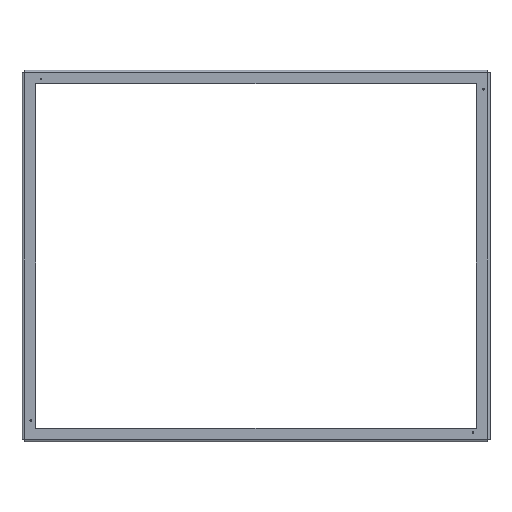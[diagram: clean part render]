
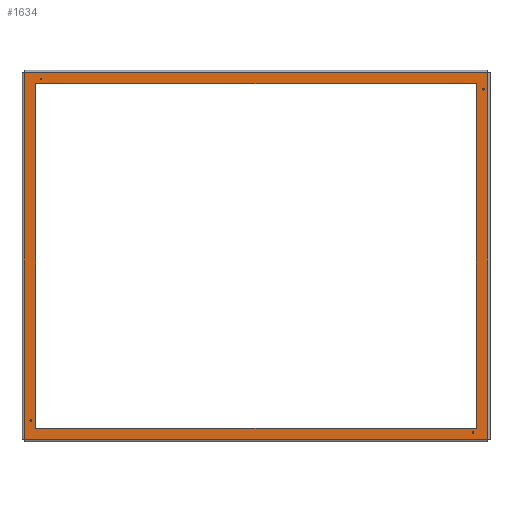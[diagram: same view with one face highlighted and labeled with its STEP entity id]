
A CAD part, top view. The second image highlights one B-rep face of the part: STEP entity #1634.
In plain terms, the highlighted planar face has unit normal (0, 0, 1).
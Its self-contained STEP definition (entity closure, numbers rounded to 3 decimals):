
#42=FACE_BOUND('',#320,.T.);
#43=FACE_BOUND('',#321,.T.);
#44=FACE_BOUND('',#322,.T.);
#45=FACE_BOUND('',#323,.T.);
#46=FACE_BOUND('',#324,.T.);
#84=PLANE('',#1723);
#109=CIRCLE('',#1724,1.25);
#110=CIRCLE('',#1725,1.25);
#111=CIRCLE('',#1726,1.25);
#112=CIRCLE('',#1727,1.25);
#206=FACE_OUTER_BOUND('',#319,.T.);
#319=EDGE_LOOP('',(#1465,#1466,#1467,#1468,#1469,#1470,#1471,#1472,#1473,
#1474,#1475,#1476));
#320=EDGE_LOOP('',(#1477));
#321=EDGE_LOOP('',(#1478));
#322=EDGE_LOOP('',(#1479));
#323=EDGE_LOOP('',(#1480));
#324=EDGE_LOOP('',(#1481,#1482,#1483,#1484));
#370=LINE('',#3160,#506);
#386=LINE('',#3201,#522);
#402=LINE('',#3242,#538);
#418=LINE('',#3283,#554);
#433=LINE('',#3319,#569);
#436=LINE('',#3325,#572);
#439=LINE('',#3331,#575);
#442=LINE('',#3337,#578);
#446=LINE('',#3343,#582);
#454=LINE('',#3365,#590);
#455=LINE('',#3367,#591);
#456=LINE('',#3369,#592);
#457=LINE('',#3381,#593);
#458=LINE('',#3383,#594);
#459=LINE('',#3385,#595);
#460=LINE('',#3386,#596);
#506=VECTOR('',#1782,10.);
#522=VECTOR('',#1824,10.);
#538=VECTOR('',#1866,10.);
#554=VECTOR('',#1908,10.);
#569=VECTOR('',#1947,10.);
#572=VECTOR('',#1952,10.);
#575=VECTOR('',#1957,10.);
#578=VECTOR('',#1962,10.);
#582=VECTOR('',#1968,10.);
#590=VECTOR('',#1988,10.);
#591=VECTOR('',#1991,10.);
#592=VECTOR('',#1994,10.);
#593=VECTOR('',#2005,10.);
#594=VECTOR('',#2006,10.);
#595=VECTOR('',#2007,10.);
#596=VECTOR('',#2008,10.);
#751=VERTEX_POINT('',#3157);
#752=VERTEX_POINT('',#3159);
#763=VERTEX_POINT('',#3198);
#764=VERTEX_POINT('',#3200);
#775=VERTEX_POINT('',#3239);
#776=VERTEX_POINT('',#3241);
#787=VERTEX_POINT('',#3280);
#788=VERTEX_POINT('',#3282);
#797=VERTEX_POINT('',#3318);
#799=VERTEX_POINT('',#3324);
#801=VERTEX_POINT('',#3330);
#803=VERTEX_POINT('',#3336);
#813=VERTEX_POINT('',#3371);
#814=VERTEX_POINT('',#3373);
#815=VERTEX_POINT('',#3375);
#816=VERTEX_POINT('',#3377);
#817=VERTEX_POINT('',#3379);
#818=VERTEX_POINT('',#3380);
#819=VERTEX_POINT('',#3382);
#820=VERTEX_POINT('',#3384);
#931=EDGE_CURVE('',#752,#751,#370,.T.);
#951=EDGE_CURVE('',#764,#763,#386,.T.);
#971=EDGE_CURVE('',#776,#775,#402,.T.);
#991=EDGE_CURVE('',#788,#787,#418,.T.);
#1009=EDGE_CURVE('',#797,#752,#433,.T.);
#1012=EDGE_CURVE('',#799,#764,#436,.T.);
#1015=EDGE_CURVE('',#801,#776,#439,.T.);
#1018=EDGE_CURVE('',#803,#788,#442,.T.);
#1022=EDGE_CURVE('',#751,#801,#446,.T.);
#1034=EDGE_CURVE('',#787,#797,#454,.T.);
#1035=EDGE_CURVE('',#763,#803,#455,.T.);
#1036=EDGE_CURVE('',#775,#799,#456,.T.);
#1037=EDGE_CURVE('',#813,#813,#109,.T.);
#1038=EDGE_CURVE('',#814,#814,#110,.T.);
#1039=EDGE_CURVE('',#815,#815,#111,.T.);
#1040=EDGE_CURVE('',#816,#816,#112,.T.);
#1041=EDGE_CURVE('',#817,#818,#457,.T.);
#1042=EDGE_CURVE('',#819,#817,#458,.T.);
#1043=EDGE_CURVE('',#820,#819,#459,.T.);
#1044=EDGE_CURVE('',#818,#820,#460,.T.);
#1465=ORIENTED_EDGE('',*,*,#1009,.T.);
#1466=ORIENTED_EDGE('',*,*,#931,.T.);
#1467=ORIENTED_EDGE('',*,*,#1022,.T.);
#1468=ORIENTED_EDGE('',*,*,#1015,.T.);
#1469=ORIENTED_EDGE('',*,*,#971,.T.);
#1470=ORIENTED_EDGE('',*,*,#1036,.T.);
#1471=ORIENTED_EDGE('',*,*,#1012,.T.);
#1472=ORIENTED_EDGE('',*,*,#951,.T.);
#1473=ORIENTED_EDGE('',*,*,#1035,.T.);
#1474=ORIENTED_EDGE('',*,*,#1018,.T.);
#1475=ORIENTED_EDGE('',*,*,#991,.T.);
#1476=ORIENTED_EDGE('',*,*,#1034,.T.);
#1477=ORIENTED_EDGE('',*,*,#1037,.F.);
#1478=ORIENTED_EDGE('',*,*,#1038,.F.);
#1479=ORIENTED_EDGE('',*,*,#1039,.F.);
#1480=ORIENTED_EDGE('',*,*,#1040,.F.);
#1481=ORIENTED_EDGE('',*,*,#1041,.F.);
#1482=ORIENTED_EDGE('',*,*,#1042,.F.);
#1483=ORIENTED_EDGE('',*,*,#1043,.F.);
#1484=ORIENTED_EDGE('',*,*,#1044,.F.);
#1634=ADVANCED_FACE('',(#206,#42,#43,#44,#45,#46),#84,.F.);
#1723=AXIS2_PLACEMENT_3D('',#3370,#1995,#1996);
#1724=AXIS2_PLACEMENT_3D('',#3372,#1997,#1998);
#1725=AXIS2_PLACEMENT_3D('',#3374,#1999,#2000);
#1726=AXIS2_PLACEMENT_3D('',#3376,#2001,#2002);
#1727=AXIS2_PLACEMENT_3D('',#3378,#2003,#2004);
#1782=DIRECTION('',(0.,1.,0.));
#1824=DIRECTION('',(0.,-1.,0.));
#1866=DIRECTION('',(-1.,0.,0.));
#1908=DIRECTION('',(1.,0.,0.));
#1947=DIRECTION('',(0.,1.,0.));
#1952=DIRECTION('',(0.,-1.,0.));
#1957=DIRECTION('',(-1.,0.,0.));
#1962=DIRECTION('',(1.,0.,0.));
#1968=DIRECTION('',(0.,1.,0.));
#1988=DIRECTION('',(1.,0.,0.));
#1991=DIRECTION('',(0.,-1.,0.));
#1994=DIRECTION('',(-1.,0.,0.));
#1995=DIRECTION('center_axis',(0.,0.,-1.));
#1996=DIRECTION('ref_axis',(-1.,0.,0.));
#1997=DIRECTION('center_axis',(0.,0.,1.));
#1998=DIRECTION('ref_axis',(-1.,0.,0.));
#1999=DIRECTION('center_axis',(0.,0.,1.));
#2000=DIRECTION('ref_axis',(-1.,0.,0.));
#2001=DIRECTION('center_axis',(0.,0.,1.));
#2002=DIRECTION('ref_axis',(-1.,0.,0.));
#2003=DIRECTION('center_axis',(0.,0.,1.));
#2004=DIRECTION('ref_axis',(-1.,0.,0.));
#2005=DIRECTION('',(0.,-1.,0.));
#2006=DIRECTION('',(-1.,0.,0.));
#2007=DIRECTION('',(0.,1.,0.));
#2008=DIRECTION('',(1.,0.,0.));
#3157=CARTESIAN_POINT('',(690.,546.586,0.));
#3159=CARTESIAN_POINT('',(690.,3.414,0.));
#3160=CARTESIAN_POINT('',(690.,411.,0.));
#3198=CARTESIAN_POINT('',(3.,3.414,0.));
#3200=CARTESIAN_POINT('',(3.,546.586,0.));
#3201=CARTESIAN_POINT('',(3.,139.,0.));
#3239=CARTESIAN_POINT('',(3.414,547.,0.));
#3241=CARTESIAN_POINT('',(689.586,547.,0.));
#3242=CARTESIAN_POINT('',(174.75,547.,0.));
#3280=CARTESIAN_POINT('',(689.586,3.,0.));
#3282=CARTESIAN_POINT('',(3.414,3.,0.));
#3283=CARTESIAN_POINT('',(518.25,3.,0.));
#3318=CARTESIAN_POINT('',(690.,3.,0.));
#3319=CARTESIAN_POINT('',(690.,411.,0.));
#3324=CARTESIAN_POINT('',(3.,547.,0.));
#3325=CARTESIAN_POINT('',(3.,139.,0.));
#3330=CARTESIAN_POINT('',(690.,547.,0.));
#3331=CARTESIAN_POINT('',(174.75,547.,0.));
#3336=CARTESIAN_POINT('',(3.,3.,0.));
#3337=CARTESIAN_POINT('',(518.25,3.,0.));
#3343=CARTESIAN_POINT('',(690.,411.,0.));
#3365=CARTESIAN_POINT('',(518.25,3.,0.));
#3367=CARTESIAN_POINT('',(3.,139.,0.));
#3369=CARTESIAN_POINT('',(174.75,547.,0.));
#3370=CARTESIAN_POINT('Origin',(346.5,275.,0.));
#3371=CARTESIAN_POINT('',(684.25,522.,0.));
#3372=CARTESIAN_POINT('Origin',(683.,522.,0.));
#3373=CARTESIAN_POINT('',(669.25,14.,0.));
#3374=CARTESIAN_POINT('Origin',(668.,14.,0.));
#3375=CARTESIAN_POINT('',(29.25,537.,0.));
#3376=CARTESIAN_POINT('Origin',(28.,537.,0.));
#3377=CARTESIAN_POINT('',(14.25,31.,0.));
#3378=CARTESIAN_POINT('Origin',(13.,31.,0.));
#3379=CARTESIAN_POINT('',(20.,530.,0.));
#3380=CARTESIAN_POINT('',(20.,20.,0.));
#3381=CARTESIAN_POINT('',(20.,20.,0.));
#3382=CARTESIAN_POINT('',(673.,530.,0.));
#3383=CARTESIAN_POINT('',(20.,530.,0.));
#3384=CARTESIAN_POINT('',(673.,20.,0.));
#3385=CARTESIAN_POINT('',(673.,530.,0.));
#3386=CARTESIAN_POINT('',(673.,20.,0.));
